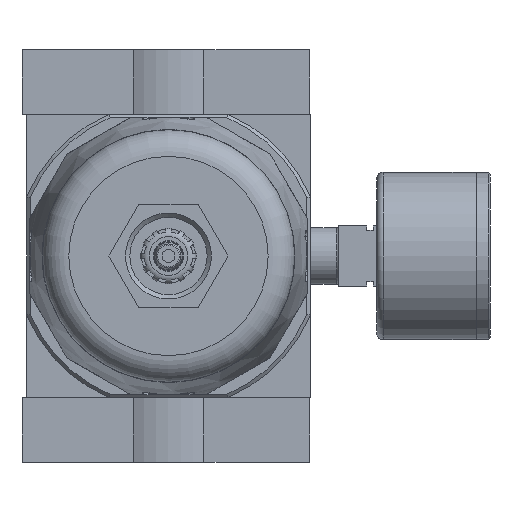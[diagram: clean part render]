
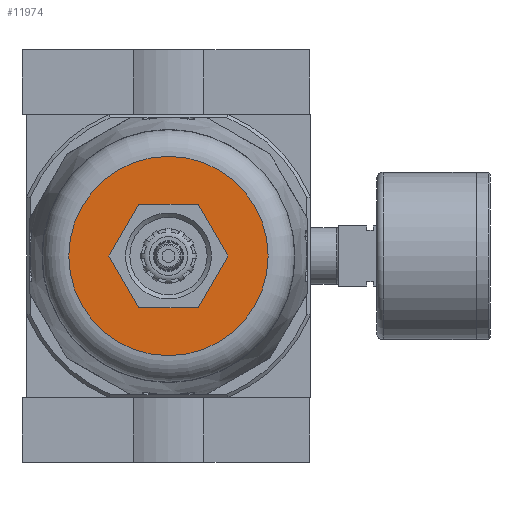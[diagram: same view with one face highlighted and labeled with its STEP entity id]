
A CAD part, front view. The second image highlights one B-rep face of the part: STEP entity #11974.
In plain terms, the highlighted planar face has unit normal (0, -1, 0).
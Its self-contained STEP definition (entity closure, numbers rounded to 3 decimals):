
#909=CIRCLE('',#12852,23.2);
#2331=ORIENTED_EDGE('',*,*,#4535,.T.);
#2332=ORIENTED_EDGE('',*,*,#4536,.T.);
#2333=ORIENTED_EDGE('',*,*,#4537,.T.);
#2334=ORIENTED_EDGE('',*,*,#4538,.T.);
#2335=ORIENTED_EDGE('',*,*,#4539,.T.);
#2336=ORIENTED_EDGE('',*,*,#4540,.T.);
#2337=ORIENTED_EDGE('',*,*,#4541,.T.);
#4535=EDGE_CURVE('',#5743,#5743,#909,.T.);
#4536=EDGE_CURVE('',#5744,#5745,#6480,.T.);
#4537=EDGE_CURVE('',#5745,#5746,#6481,.T.);
#4538=EDGE_CURVE('',#5746,#5747,#6482,.T.);
#4539=EDGE_CURVE('',#5747,#5748,#6483,.T.);
#4540=EDGE_CURVE('',#5748,#5749,#6484,.T.);
#4541=EDGE_CURVE('',#5749,#5744,#6485,.T.);
#5743=VERTEX_POINT('',#18225);
#5744=VERTEX_POINT('',#18227);
#5745=VERTEX_POINT('',#18228);
#5746=VERTEX_POINT('',#18230);
#5747=VERTEX_POINT('',#18232);
#5748=VERTEX_POINT('',#18234);
#5749=VERTEX_POINT('',#18236);
#6480=LINE('',#18226,#7068);
#6481=LINE('',#18229,#7069);
#6482=LINE('',#18231,#7070);
#6483=LINE('',#18233,#7071);
#6484=LINE('',#18235,#7072);
#6485=LINE('',#18237,#7073);
#7068=VECTOR('',#14652,1000.);
#7069=VECTOR('',#14653,1000.);
#7070=VECTOR('',#14654,1000.);
#7071=VECTOR('',#14655,1000.);
#7072=VECTOR('',#14656,1000.);
#7073=VECTOR('',#14657,1000.);
#7769=EDGE_LOOP('',(#2331));
#7770=EDGE_LOOP('',(#2332,#2333,#2334,#2335,#2336,#2337));
#8563=FACE_BOUND('',#7769,.T.);
#8564=FACE_BOUND('',#7770,.T.);
#9181=PLANE('',#12851);
#11974=ADVANCED_FACE('',(#8563,#8564),#9181,.F.);
#12851=AXIS2_PLACEMENT_3D('',#18223,#14648,#14649);
#12852=AXIS2_PLACEMENT_3D('',#18224,#14650,#14651);
#14648=DIRECTION('',(0.,1.,0.));
#14649=DIRECTION('',(0.,0.,1.));
#14650=DIRECTION('',(0.,-1.,0.));
#14651=DIRECTION('',(0.,0.,-1.));
#14652=DIRECTION('',(0.,0.,1.));
#14653=DIRECTION('',(0.866,0.,0.5));
#14654=DIRECTION('',(0.866,0.,-0.5));
#14655=DIRECTION('',(0.,0.,-1.));
#14656=DIRECTION('',(-0.866,0.,-0.5));
#14657=DIRECTION('',(-0.866,0.,0.5));
#18223=CARTESIAN_POINT('',(23.2,-164.,0.));
#18224=CARTESIAN_POINT('',(0.,-164.,0.));
#18225=CARTESIAN_POINT('',(0.,-164.,-23.2));
#18226=CARTESIAN_POINT('',(-12.,-164.,-6.928));
#18227=CARTESIAN_POINT('',(-12.,-164.,-6.928));
#18228=CARTESIAN_POINT('',(-12.,-164.,6.928));
#18229=CARTESIAN_POINT('',(-12.,-164.,6.928));
#18230=CARTESIAN_POINT('',(0.,-164.,13.856));
#18231=CARTESIAN_POINT('',(0.,-164.,13.856));
#18232=CARTESIAN_POINT('',(12.,-164.,6.928));
#18233=CARTESIAN_POINT('',(12.,-164.,6.928));
#18234=CARTESIAN_POINT('',(12.,-164.,-6.928));
#18235=CARTESIAN_POINT('',(12.,-164.,-6.928));
#18236=CARTESIAN_POINT('',(0.,-164.,-13.856));
#18237=CARTESIAN_POINT('',(0.,-164.,-13.856));
